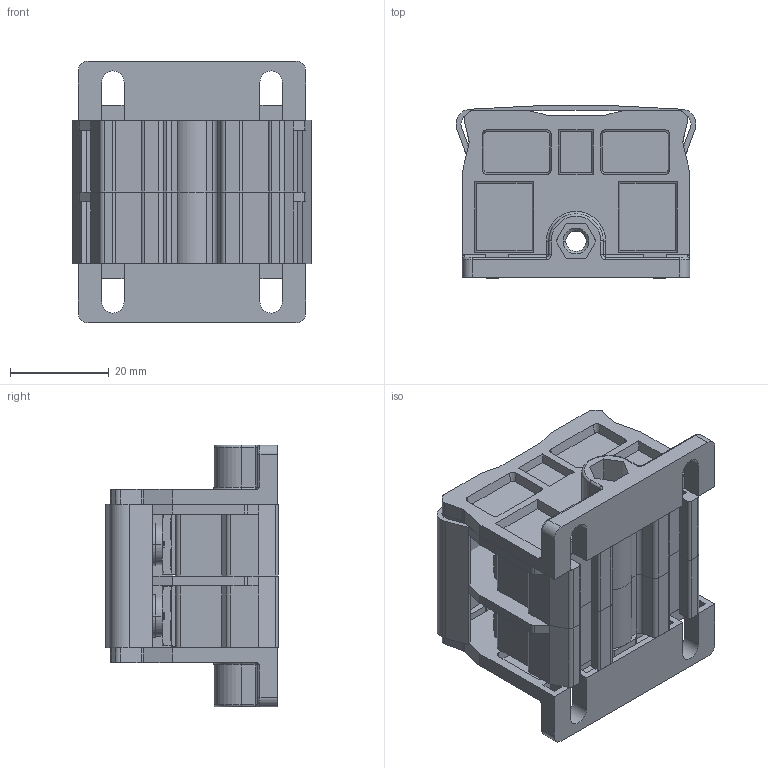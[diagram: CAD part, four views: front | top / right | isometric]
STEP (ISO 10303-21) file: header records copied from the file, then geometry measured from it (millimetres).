
FILE_DESCRIPTION((''),'2;1');
FILE_NAME('ASM0001_ASM','2024-04-11T',('user'),(''),'PRO/ENGINEER BY PARAMETRIC TECHNOLOGY CORPORATION, 2013230','PRO/ENGINEER BY PARAMETRIC TECHNOLOGY CORPORATION, 2013230','');
FILE_SCHEMA(('CONFIG_CONTROL_DESIGN'));
Products named in the file (1): ASM0001_ASM
Bounding box: 48.54 x 34.91 x 53 mm (x, y, z)
Volume: 10009.1 mm3; surface area: 32675.8 mm2
Topology: 1 solids, 3 shells, 1589 faces, 4366 edges, 2748 vertices
Faces by surface type: plane 601, cylinder 518, torus 225, cone 103, bspline 98, sphere 44
Entity records: 54821 total; most frequent: CARTESIAN_POINT 14261, ORIENTED_EDGE 8648, DIRECTION 8609, EDGE_CURVE 4326, AXIS2_PLACEMENT_3D 3215, VERTEX_POINT 2748, VECTOR 2179, LINE 2179
